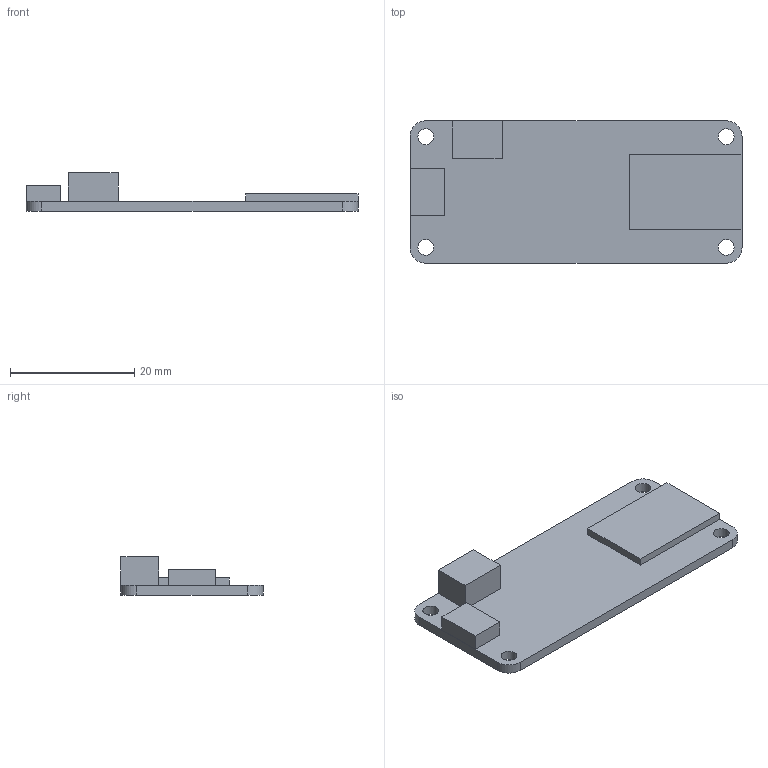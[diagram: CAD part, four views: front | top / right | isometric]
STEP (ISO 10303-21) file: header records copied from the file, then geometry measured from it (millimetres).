
FILE_DESCRIPTION(/* description */ (''),/* implementation_level */ '2;1');
FILE_NAME(/* name */ '3010 Feather M0 Wifi.step',/* time_stamp */ '2018-07-07T16:15:57-04:00',/* author */ ('Adafruit'),/* organization */ (''),/* preprocessor_version */ 'ST-DEVELOPER v17',/* originating_system */ 'Autodesk Translation Framework v7.1.0.215',/* authorisation */ '');
FILE_SCHEMA (('AUTOMOTIVE_DESIGN { 1 0 10303 214 3 1 1 }'));
Length unit declared in the file: millimetre
Products named in the file (1): Feather M0 WiFi
Bounding box: 53.34 x 22.86 x 6.2 mm (x, y, z)
Volume: 2504 mm3; surface area: 3560.1 mm2
Topology: 4 solids, 4 shells, 32 faces, 72 edges, 48 vertices
Faces by surface type: plane 24, cylinder 8
Full cylindrical faces by diameter (mm): 2.54 x4
Entity records: 927 total; most frequent: DIRECTION 154, CARTESIAN_POINT 153, ORIENTED_EDGE 144, EDGE_CURVE 72, LINE 56, VECTOR 56, AXIS2_PLACEMENT_3D 49, VERTEX_POINT 48
